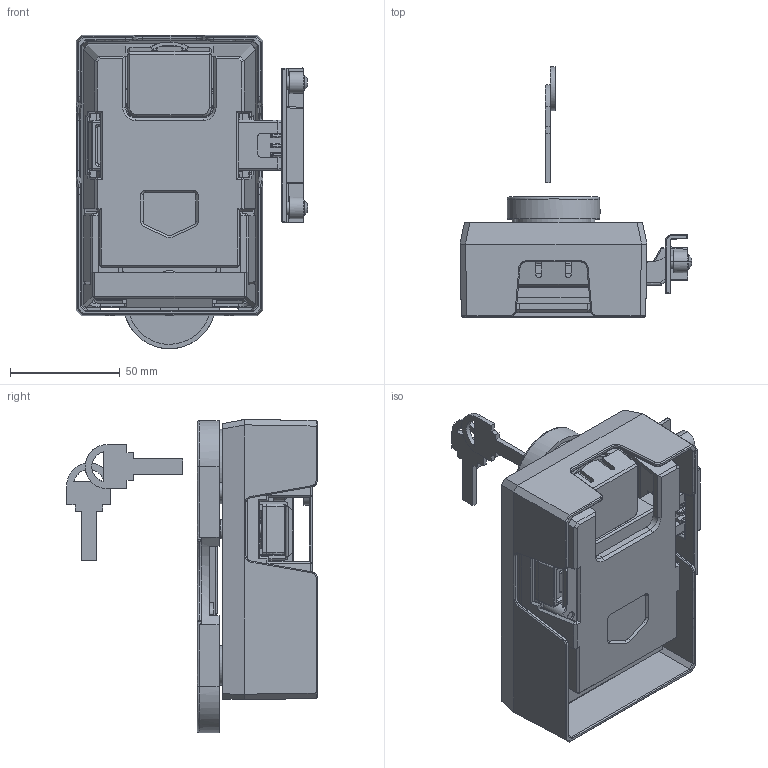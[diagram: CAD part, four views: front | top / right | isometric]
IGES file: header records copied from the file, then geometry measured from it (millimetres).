
Start section: ------------------------------------------------------------------------
Global section: file name: PC3521.20312.LL_0030_13718.igs; native system: spGate; preprocessor: ver20.6.3 (****-****-****-****); author: Unknown; organization: Unknown; date: 251110.135312; units: millimetre
Bounding box: 105.47 x 113.84 x 142.47 mm (x, y, z)
Volume: 187742.4 mm3; surface area: 155866.4 mm2
Topology: 11 solids, 11 shells, 1621 faces, 4261 edges, 2652 vertices
Faces by surface type: bspline 1621
